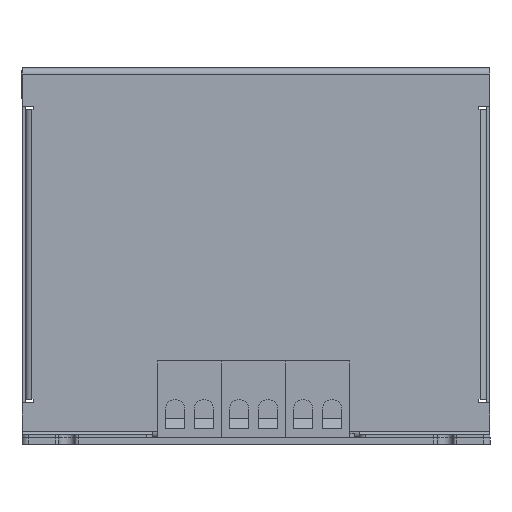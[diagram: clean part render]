
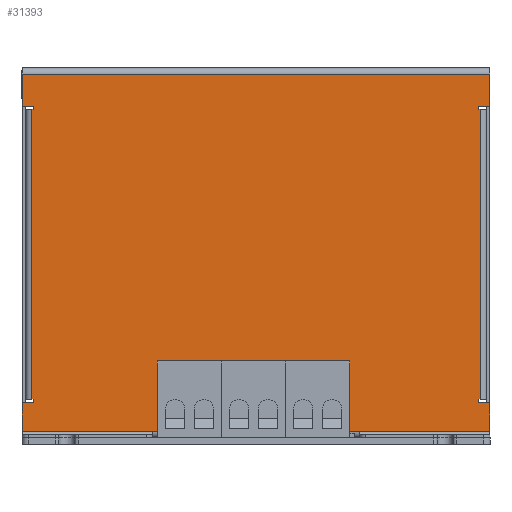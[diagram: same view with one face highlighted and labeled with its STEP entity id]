
A CAD part, left-side view. The second image highlights one B-rep face of the part: STEP entity #31393.
In plain terms, the highlighted face is planar.
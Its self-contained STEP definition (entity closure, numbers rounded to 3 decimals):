
#1224=PLANE('',#33615);
#2741=FACE_OUTER_BOUND('',#4679,.T.);
#4679=EDGE_LOOP('',(#21410,#21411,#21412,#21413,#21414,#21415,#21416,#21417,
#21418,#21419,#21420,#21421,#21422,#21423,#21424,#21425,#21426,#21427,#21428,
#21429,#21430,#21431,#21432,#21433,#21434,#21435));
#7399=LINE('',#46209,#10369);
#7401=LINE('',#46213,#10371);
#7402=LINE('',#46215,#10372);
#7403=LINE('',#46217,#10373);
#7404=LINE('',#46219,#10374);
#7405=LINE('',#46221,#10375);
#7406=LINE('',#46223,#10376);
#7407=LINE('',#46225,#10377);
#7408=LINE('',#46227,#10378);
#7409=LINE('',#46229,#10379);
#7410=LINE('',#46231,#10380);
#7411=LINE('',#46233,#10381);
#7412=LINE('',#46235,#10382);
#7413=LINE('',#46237,#10383);
#7414=LINE('',#46239,#10384);
#7415=LINE('',#46241,#10385);
#7416=LINE('',#46243,#10386);
#7417=LINE('',#46245,#10387);
#7418=LINE('',#46247,#10388);
#7419=LINE('',#46249,#10389);
#7420=LINE('',#46251,#10390);
#7421=LINE('',#46253,#10391);
#7422=LINE('',#46255,#10392);
#7423=LINE('',#46257,#10393);
#7424=LINE('',#46259,#10394);
#7425=LINE('',#46260,#10395);
#10369=VECTOR('',#37056,10.);
#10371=VECTOR('',#37060,10.);
#10372=VECTOR('',#37061,10.);
#10373=VECTOR('',#37062,10.);
#10374=VECTOR('',#37063,10.);
#10375=VECTOR('',#37064,10.);
#10376=VECTOR('',#37065,10.);
#10377=VECTOR('',#37066,10.);
#10378=VECTOR('',#37067,10.);
#10379=VECTOR('',#37068,10.);
#10380=VECTOR('',#37069,10.);
#10381=VECTOR('',#37070,10.);
#10382=VECTOR('',#37071,10.);
#10383=VECTOR('',#37072,10.);
#10384=VECTOR('',#37073,10.);
#10385=VECTOR('',#37074,10.);
#10386=VECTOR('',#37075,10.);
#10387=VECTOR('',#37076,1.44);
#10388=VECTOR('',#37077,10.);
#10389=VECTOR('',#37078,10.);
#10390=VECTOR('',#37079,10.);
#10391=VECTOR('',#37080,10.);
#10392=VECTOR('',#37081,10.);
#10393=VECTOR('',#37082,10.);
#10394=VECTOR('',#37083,10.);
#10395=VECTOR('',#37084,1.44);
#14374=VERTEX_POINT('',#46144);
#14402=VERTEX_POINT('',#46203);
#14404=VERTEX_POINT('',#46212);
#14405=VERTEX_POINT('',#46214);
#14406=VERTEX_POINT('',#46216);
#14407=VERTEX_POINT('',#46218);
#14408=VERTEX_POINT('',#46220);
#14409=VERTEX_POINT('',#46222);
#14410=VERTEX_POINT('',#46224);
#14411=VERTEX_POINT('',#46226);
#14412=VERTEX_POINT('',#46228);
#14413=VERTEX_POINT('',#46230);
#14414=VERTEX_POINT('',#46232);
#14415=VERTEX_POINT('',#46234);
#14416=VERTEX_POINT('',#46236);
#14417=VERTEX_POINT('',#46238);
#14418=VERTEX_POINT('',#46240);
#14419=VERTEX_POINT('',#46242);
#14420=VERTEX_POINT('',#46244);
#14421=VERTEX_POINT('',#46246);
#14422=VERTEX_POINT('',#46248);
#14423=VERTEX_POINT('',#46250);
#14424=VERTEX_POINT('',#46252);
#14425=VERTEX_POINT('',#46254);
#14426=VERTEX_POINT('',#46256);
#14427=VERTEX_POINT('',#46258);
#17125=EDGE_CURVE('',#14374,#14402,#7399,.T.);
#17127=EDGE_CURVE('',#14374,#14404,#7401,.T.);
#17128=EDGE_CURVE('',#14404,#14405,#7402,.T.);
#17129=EDGE_CURVE('',#14405,#14406,#7403,.T.);
#17130=EDGE_CURVE('',#14406,#14407,#7404,.T.);
#17131=EDGE_CURVE('',#14408,#14407,#7405,.T.);
#17132=EDGE_CURVE('',#14408,#14409,#7406,.T.);
#17133=EDGE_CURVE('',#14410,#14409,#7407,.T.);
#17134=EDGE_CURVE('',#14410,#14411,#7408,.T.);
#17135=EDGE_CURVE('',#14411,#14412,#7409,.T.);
#17136=EDGE_CURVE('',#14412,#14413,#7410,.T.);
#17137=EDGE_CURVE('',#14413,#14414,#7411,.T.);
#17138=EDGE_CURVE('',#14414,#14415,#7412,.T.);
#17139=EDGE_CURVE('',#14415,#14416,#7413,.T.);
#17140=EDGE_CURVE('',#14416,#14417,#7414,.T.);
#17141=EDGE_CURVE('',#14418,#14417,#7415,.T.);
#17142=EDGE_CURVE('',#14418,#14419,#7416,.T.);
#17143=EDGE_CURVE('',#14420,#14419,#7417,.T.);
#17144=EDGE_CURVE('',#14420,#14421,#7418,.T.);
#17145=EDGE_CURVE('',#14421,#14422,#7419,.T.);
#17146=EDGE_CURVE('',#14422,#14423,#7420,.T.);
#17147=EDGE_CURVE('',#14423,#14424,#7421,.T.);
#17148=EDGE_CURVE('',#14424,#14425,#7422,.T.);
#17149=EDGE_CURVE('',#14425,#14426,#7423,.T.);
#17150=EDGE_CURVE('',#14426,#14427,#7424,.T.);
#17151=EDGE_CURVE('',#14402,#14427,#7425,.T.);
#21410=ORIENTED_EDGE('',*,*,#17125,.F.);
#21411=ORIENTED_EDGE('',*,*,#17127,.T.);
#21412=ORIENTED_EDGE('',*,*,#17128,.T.);
#21413=ORIENTED_EDGE('',*,*,#17129,.T.);
#21414=ORIENTED_EDGE('',*,*,#17130,.T.);
#21415=ORIENTED_EDGE('',*,*,#17131,.F.);
#21416=ORIENTED_EDGE('',*,*,#17132,.T.);
#21417=ORIENTED_EDGE('',*,*,#17133,.F.);
#21418=ORIENTED_EDGE('',*,*,#17134,.T.);
#21419=ORIENTED_EDGE('',*,*,#17135,.T.);
#21420=ORIENTED_EDGE('',*,*,#17136,.T.);
#21421=ORIENTED_EDGE('',*,*,#17137,.T.);
#21422=ORIENTED_EDGE('',*,*,#17138,.T.);
#21423=ORIENTED_EDGE('',*,*,#17139,.T.);
#21424=ORIENTED_EDGE('',*,*,#17140,.T.);
#21425=ORIENTED_EDGE('',*,*,#17141,.F.);
#21426=ORIENTED_EDGE('',*,*,#17142,.T.);
#21427=ORIENTED_EDGE('',*,*,#17143,.F.);
#21428=ORIENTED_EDGE('',*,*,#17144,.T.);
#21429=ORIENTED_EDGE('',*,*,#17145,.T.);
#21430=ORIENTED_EDGE('',*,*,#17146,.T.);
#21431=ORIENTED_EDGE('',*,*,#17147,.T.);
#21432=ORIENTED_EDGE('',*,*,#17148,.T.);
#21433=ORIENTED_EDGE('',*,*,#17149,.T.);
#21434=ORIENTED_EDGE('',*,*,#17150,.T.);
#21435=ORIENTED_EDGE('',*,*,#17151,.F.);
#31393=ADVANCED_FACE('',(#2741),#1224,.T.);
#33615=AXIS2_PLACEMENT_3D('',#46211,#37058,#37059);
#37056=DIRECTION('',(0.,-1.,0.));
#37058=DIRECTION('center_axis',(1.,0.,0.));
#37059=DIRECTION('ref_axis',(0.,0.,-1.));
#37060=DIRECTION('',(0.,1.,0.));
#37061=DIRECTION('',(0.,0.,1.));
#37062=DIRECTION('',(0.,1.,0.));
#37063=DIRECTION('',(0.,0.,-1.));
#37064=DIRECTION('',(0.,-1.,0.));
#37065=DIRECTION('',(0.,1.,0.));
#37066=DIRECTION('',(0.,0.,-1.));
#37067=DIRECTION('',(0.,-1.,0.));
#37068=DIRECTION('',(0.,0.,1.));
#37069=DIRECTION('',(0.,1.,0.));
#37070=DIRECTION('',(0.,0.,1.));
#37071=DIRECTION('',(0.,-1.,0.));
#37072=DIRECTION('',(0.,0.,1.));
#37073=DIRECTION('',(0.,1.,0.));
#37074=DIRECTION('',(0.,0.,-1.));
#37075=DIRECTION('',(0.,-1.,0.));
#37076=DIRECTION('',(0.,0.,1.));
#37077=DIRECTION('',(0.,1.,0.));
#37078=DIRECTION('',(0.,0.,-1.));
#37079=DIRECTION('',(0.,-1.,0.));
#37080=DIRECTION('',(0.,0.,-1.));
#37081=DIRECTION('',(0.,1.,0.));
#37082=DIRECTION('',(0.,0.,-1.));
#37083=DIRECTION('',(0.,-1.,0.));
#37084=DIRECTION('',(0.,0.,1.));
#46144=CARTESIAN_POINT('',(17.4,-90.05,-112.5));
#46203=CARTESIAN_POINT('',(17.4,-130.8,-112.5));
#46209=CARTESIAN_POINT('',(17.4,-60.3,-112.5));
#46211=CARTESIAN_POINT('Origin',(17.4,-57.8,-56.619));
#46212=CARTESIAN_POINT('',(17.4,-87.05,-112.5));
#46213=CARTESIAN_POINT('',(17.4,-90.05,-112.5));
#46214=CARTESIAN_POINT('',(17.4,-87.05,-103.5));
#46215=CARTESIAN_POINT('',(17.4,-87.05,-103.5));
#46216=CARTESIAN_POINT('',(17.4,-28.55,-103.5));
#46217=CARTESIAN_POINT('',(17.4,-57.8,-103.5));
#46218=CARTESIAN_POINT('',(17.4,-28.55,-112.5));
#46219=CARTESIAN_POINT('',(17.4,-28.55,-112.5));
#46220=CARTESIAN_POINT('',(17.4,-25.55,-112.5));
#46221=CARTESIAN_POINT('',(17.4,-25.55,-112.5));
#46222=CARTESIAN_POINT('',(17.4,15.2,-112.5));
#46223=CARTESIAN_POINT('',(17.4,-21.3,-112.5));
#46224=CARTESIAN_POINT('',(17.4,15.2,-103.5));
#46225=CARTESIAN_POINT('',(17.4,15.2,-1.));
#46226=CARTESIAN_POINT('',(17.4,11.7,-103.5));
#46227=CARTESIAN_POINT('',(17.4,-21.3,-103.5));
#46228=CARTESIAN_POINT('',(17.4,11.7,-102.5));
#46229=CARTESIAN_POINT('',(17.4,11.7,-80.06));
#46230=CARTESIAN_POINT('',(17.4,12.2,-102.5));
#46231=CARTESIAN_POINT('',(17.4,-23.05,-102.5));
#46232=CARTESIAN_POINT('',(17.4,12.2,-12.));
#46233=CARTESIAN_POINT('',(17.4,12.2,-79.56));
#46234=CARTESIAN_POINT('',(17.4,11.7,-12.));
#46235=CARTESIAN_POINT('',(17.4,-21.8,-12.));
#46236=CARTESIAN_POINT('',(17.4,11.7,-11.));
#46237=CARTESIAN_POINT('',(17.4,11.7,-34.31));
#46238=CARTESIAN_POINT('',(17.4,15.2,-11.));
#46239=CARTESIAN_POINT('',(17.4,-23.05,-11.));
#46240=CARTESIAN_POINT('',(17.4,15.2,-1.));
#46241=CARTESIAN_POINT('',(17.4,15.2,-1.));
#46242=CARTESIAN_POINT('',(17.4,-130.8,-1.));
#46243=CARTESIAN_POINT('',(17.4,-57.8,-1.));
#46244=CARTESIAN_POINT('',(17.4,-130.8,-11.));
#46245=CARTESIAN_POINT('',(17.4,-130.8,3.524));
#46246=CARTESIAN_POINT('',(17.4,-127.3,-11.));
#46247=CARTESIAN_POINT('',(17.4,-93.8,-11.));
#46248=CARTESIAN_POINT('',(17.4,-127.3,-12.));
#46249=CARTESIAN_POINT('',(17.4,-127.3,-33.81));
#46250=CARTESIAN_POINT('',(17.4,-127.8,-12.));
#46251=CARTESIAN_POINT('',(17.4,-92.55,-12.));
#46252=CARTESIAN_POINT('',(17.4,-127.8,-102.5));
#46253=CARTESIAN_POINT('',(17.4,-127.8,-34.31));
#46254=CARTESIAN_POINT('',(17.4,-127.3,-102.5));
#46255=CARTESIAN_POINT('',(17.4,-93.8,-102.5));
#46256=CARTESIAN_POINT('',(17.4,-127.3,-103.5));
#46257=CARTESIAN_POINT('',(17.4,-127.3,-79.56));
#46258=CARTESIAN_POINT('',(17.4,-130.8,-103.5));
#46259=CARTESIAN_POINT('',(17.4,-92.55,-103.5));
#46260=CARTESIAN_POINT('',(17.4,-130.8,3.524));
